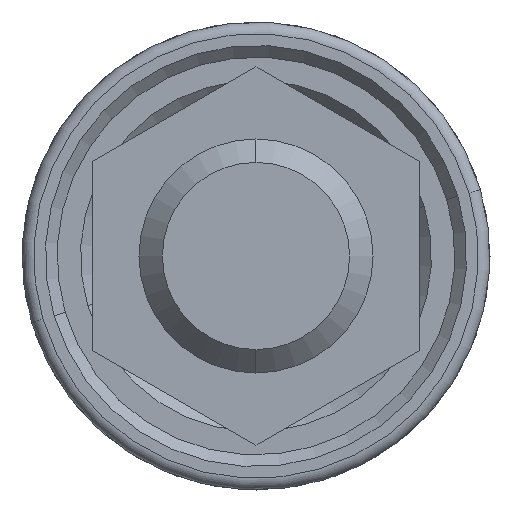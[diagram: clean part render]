
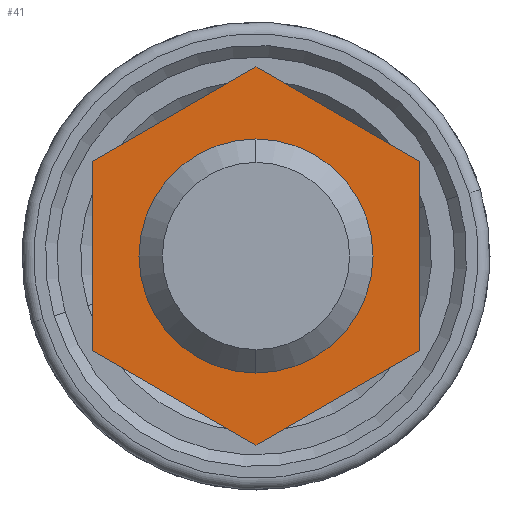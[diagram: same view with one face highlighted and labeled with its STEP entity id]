
A CAD part, front view. The second image highlights one B-rep face of the part: STEP entity #41.
In plain terms, the highlighted planar face has unit normal (0, -1, 0).
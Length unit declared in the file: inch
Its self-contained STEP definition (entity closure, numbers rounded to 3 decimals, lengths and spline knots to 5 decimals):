
#15 = EDGE_CURVE ( 'NONE', #815, #988, #60, .T. ) ;
#24 = LINE ( 'NONE', #89, #111 ) ;
#41 = ADVANCED_FACE ( 'NONE', ( #233, #739 ), #1068, .F. ) ;
#49 = VERTEX_POINT ( 'NONE', #651 ) ;
#60 = CIRCLE ( 'NONE', #475, 0.15748 ) ;
#72 = DIRECTION ( 'NONE',  ( 0., 0., 1. ) ) ;
#77 = VECTOR ( 'NONE', #114, 39.37008 ) ;
#80 = VERTEX_POINT ( 'NONE', #222 ) ;
#89 = CARTESIAN_POINT ( 'NONE',  ( 0.27559, -3.74016, 0.15911 ) ) ;
#111 = VECTOR ( 'NONE', #510, 39.37008 ) ;
#114 = DIRECTION ( 'NONE',  ( 0.866, 0., -0.5 ) ) ;
#135 = EDGE_CURVE ( 'NONE', #588, #266, #904, .T. ) ;
#161 = CARTESIAN_POINT ( 'NONE',  ( 0., -3.74016, 0.31822 ) ) ;
#173 = CARTESIAN_POINT ( 'NONE',  ( 0., -3.74016, -0.31822 ) ) ;
#184 = DIRECTION ( 'NONE',  ( 0., 0., 1. ) ) ;
#190 = DIRECTION ( 'NONE',  ( 0., 0., 1. ) ) ;
#222 = CARTESIAN_POINT ( 'NONE',  ( -0.27559, -3.74016, -0.15911 ) ) ;
#229 = ORIENTED_EDGE ( 'NONE', *, *, #326, .T. ) ;
#233 = FACE_BOUND ( 'NONE', #284, .T. ) ;
#241 = DIRECTION ( 'NONE',  ( 0., 1., 0. ) ) ;
#247 = CARTESIAN_POINT ( 'NONE',  ( 0., -3.74016, 0.15748 ) ) ;
#252 = CARTESIAN_POINT ( 'NONE',  ( -0.27559, -3.74016, 0.15911 ) ) ;
#262 = ORIENTED_EDGE ( 'NONE', *, *, #721, .T. ) ;
#265 = LINE ( 'NONE', #269, #77 ) ;
#266 = VERTEX_POINT ( 'NONE', #933 ) ;
#269 = CARTESIAN_POINT ( 'NONE',  ( -0.27559, -3.74016, -0.15911 ) ) ;
#273 = CARTESIAN_POINT ( 'NONE',  ( 0., -3.74016, 0. ) ) ;
#274 = EDGE_CURVE ( 'NONE', #80, #747, #265, .T. ) ;
#284 = EDGE_LOOP ( 'NONE', ( #409, #838 ) ) ;
#308 = CARTESIAN_POINT ( 'NONE',  ( -0.27559, -3.74016, 0.15911 ) ) ;
#326 = EDGE_CURVE ( 'NONE', #266, #49, #24, .T. ) ;
#408 = VECTOR ( 'NONE', #929, 39.37008 ) ;
#409 = ORIENTED_EDGE ( 'NONE', *, *, #781, .T. ) ;
#475 = AXIS2_PLACEMENT_3D ( 'NONE', #1015, #598, #184 ) ;
#476 = AXIS2_PLACEMENT_3D ( 'NONE', #558, #241, #72 ) ;
#500 = CIRCLE ( 'NONE', #917, 0.15748 ) ;
#510 = DIRECTION ( 'NONE',  ( -0.866, 0., 0.5 ) ) ;
#553 = VECTOR ( 'NONE', #638, 39.37008 ) ;
#558 = CARTESIAN_POINT ( 'NONE',  ( 0.15748, -3.74016, 0. ) ) ;
#571 = DIRECTION ( 'NONE',  ( -0.866, 0., -0.5 ) ) ;
#578 = LINE ( 'NONE', #173, #408 ) ;
#588 = VERTEX_POINT ( 'NONE', #1057 ) ;
#598 = DIRECTION ( 'NONE',  ( 0., 1., 0. ) ) ;
#599 = CARTESIAN_POINT ( 'NONE',  ( 0., -3.74016, -0.31822 ) ) ;
#606 = EDGE_CURVE ( 'NONE', #995, #80, #975, .T. ) ;
#623 = EDGE_LOOP ( 'NONE', ( #229, #799, #940, #952, #262, #914 ) ) ;
#638 = DIRECTION ( 'NONE',  ( 0., 0., -1. ) ) ;
#651 = CARTESIAN_POINT ( 'NONE',  ( 0., -3.74016, 0.31822 ) ) ;
#704 = VECTOR ( 'NONE', #1058, 39.37008 ) ;
#721 = EDGE_CURVE ( 'NONE', #747, #588, #578, .T. ) ;
#739 = FACE_OUTER_BOUND ( 'NONE', #623, .T. ) ;
#747 = VERTEX_POINT ( 'NONE', #599 ) ;
#760 = DIRECTION ( 'NONE',  ( 0., 1., 0. ) ) ;
#770 = CARTESIAN_POINT ( 'NONE',  ( 0., -3.74016, -0.15748 ) ) ;
#781 = EDGE_CURVE ( 'NONE', #988, #815, #500, .T. ) ;
#799 = ORIENTED_EDGE ( 'NONE', *, *, #973, .T. ) ;
#801 = VECTOR ( 'NONE', #571, 39.37008 ) ;
#802 = LINE ( 'NONE', #161, #801 ) ;
#815 = VERTEX_POINT ( 'NONE', #770 ) ;
#838 = ORIENTED_EDGE ( 'NONE', *, *, #15, .T. ) ;
#887 = CARTESIAN_POINT ( 'NONE',  ( 0.27559, -3.74016, -0.15911 ) ) ;
#904 = LINE ( 'NONE', #887, #704 ) ;
#914 = ORIENTED_EDGE ( 'NONE', *, *, #135, .T. ) ;
#917 = AXIS2_PLACEMENT_3D ( 'NONE', #273, #760, #190 ) ;
#929 = DIRECTION ( 'NONE',  ( 0.866, 0., 0.5 ) ) ;
#933 = CARTESIAN_POINT ( 'NONE',  ( 0.27559, -3.74016, 0.15911 ) ) ;
#940 = ORIENTED_EDGE ( 'NONE', *, *, #606, .T. ) ;
#952 = ORIENTED_EDGE ( 'NONE', *, *, #274, .T. ) ;
#973 = EDGE_CURVE ( 'NONE', #49, #995, #802, .T. ) ;
#975 = LINE ( 'NONE', #308, #553 ) ;
#988 = VERTEX_POINT ( 'NONE', #247 ) ;
#995 = VERTEX_POINT ( 'NONE', #252 ) ;
#1015 = CARTESIAN_POINT ( 'NONE',  ( 0., -3.74016, 0. ) ) ;
#1057 = CARTESIAN_POINT ( 'NONE',  ( 0.27559, -3.74016, -0.15911 ) ) ;
#1058 = DIRECTION ( 'NONE',  ( 0., 0., 1. ) ) ;
#1068 = PLANE ( 'NONE',  #476 ) ;
